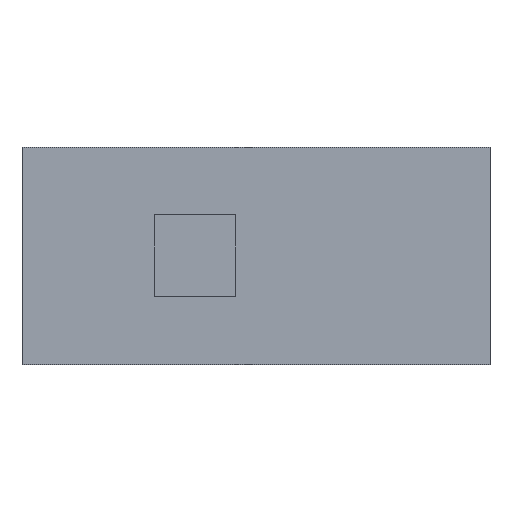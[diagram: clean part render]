
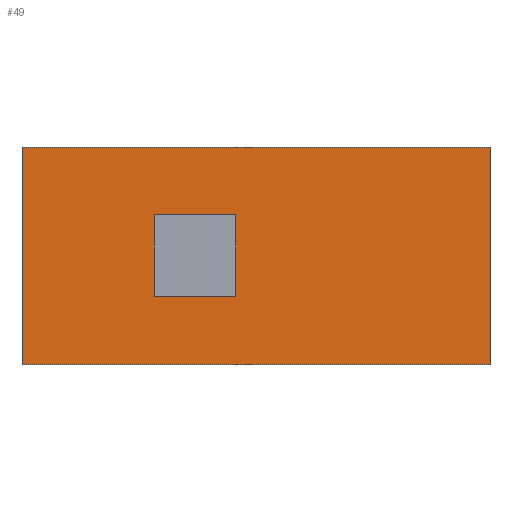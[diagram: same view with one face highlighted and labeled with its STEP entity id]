
A CAD part, top view. The second image highlights one B-rep face of the part: STEP entity #49.
In plain terms, the highlighted planar face has unit normal (0, 0, 1).
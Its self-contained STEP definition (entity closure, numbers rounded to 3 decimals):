
#34=FACE_BOUND('',#93,.T.);
#35=FACE_BOUND('',#94,.T.);
#49=ADVANCED_FACE('',(#34,#35),#64,.T.);
#64=PLANE('',#314);
#93=EDGE_LOOP('',(#156,#157,#158,#159));
#94=EDGE_LOOP('',(#160,#161,#162,#163));
#156=ORIENTED_EDGE('',*,*,#227,.T.);
#157=ORIENTED_EDGE('',*,*,#224,.T.);
#158=ORIENTED_EDGE('',*,*,#222,.T.);
#159=ORIENTED_EDGE('',*,*,#219,.T.);
#160=ORIENTED_EDGE('',*,*,#205,.T.);
#161=ORIENTED_EDGE('',*,*,#209,.T.);
#162=ORIENTED_EDGE('',*,*,#212,.T.);
#163=ORIENTED_EDGE('',*,*,#215,.T.);
#178=VERTEX_POINT('',#413);
#179=VERTEX_POINT('',#414);
#182=VERTEX_POINT('',#422);
#184=VERTEX_POINT('',#428);
#188=VERTEX_POINT('',#441);
#189=VERTEX_POINT('',#443);
#190=VERTEX_POINT('',#448);
#191=VERTEX_POINT('',#452);
#205=EDGE_CURVE('',#178,#179,#241,.T.);
#209=EDGE_CURVE('',#179,#182,#245,.T.);
#212=EDGE_CURVE('',#182,#184,#248,.T.);
#215=EDGE_CURVE('',#184,#178,#251,.T.);
#219=EDGE_CURVE('',#189,#188,#255,.T.);
#222=EDGE_CURVE('',#190,#189,#258,.T.);
#224=EDGE_CURVE('',#191,#190,#260,.T.);
#227=EDGE_CURVE('',#188,#191,#263,.T.);
#241=LINE('',#412,#277);
#245=LINE('',#421,#281);
#248=LINE('',#427,#284);
#251=LINE('',#433,#287);
#255=LINE('',#442,#291);
#258=LINE('',#447,#294);
#260=LINE('',#451,#296);
#263=LINE('',#456,#299);
#277=VECTOR('',#339,1.);
#281=VECTOR('',#345,1.);
#284=VECTOR('',#350,1.);
#287=VECTOR('',#355,1.);
#291=VECTOR('',#363,1.);
#294=VECTOR('',#368,1.);
#296=VECTOR('',#372,1.);
#299=VECTOR('',#377,1.);
#314=AXIS2_PLACEMENT_3D('',#458,#380,#381);
#339=DIRECTION('',(-1.,0.,0.));
#345=DIRECTION('',(0.,1.,0.));
#350=DIRECTION('',(1.,0.,0.));
#355=DIRECTION('',(0.,-1.,0.));
#363=DIRECTION('',(-1.,0.,0.));
#368=DIRECTION('',(0.,1.,0.));
#372=DIRECTION('',(1.,0.,0.));
#377=DIRECTION('',(0.,-1.,0.));
#380=DIRECTION('',(0.,0.,1.));
#381=DIRECTION('',(-1.,0.,0.));
#412=CARTESIAN_POINT('',(3.373,1.25,3.5));
#413=CARTESIAN_POINT('',(3.935,1.25,3.5));
#414=CARTESIAN_POINT('',(2.435,1.25,3.5));
#421=CARTESIAN_POINT('',(2.435,2.375,3.5));
#422=CARTESIAN_POINT('',(2.435,2.75,3.5));
#427=CARTESIAN_POINT('',(4.123,2.75,3.5));
#428=CARTESIAN_POINT('',(3.935,2.75,3.5));
#433=CARTESIAN_POINT('',(3.935,1.625,3.5));
#441=CARTESIAN_POINT('',(0.,4.,3.5));
#442=CARTESIAN_POINT('',(8.62,4.,3.5));
#443=CARTESIAN_POINT('',(8.62,4.,3.5));
#447=CARTESIAN_POINT('',(8.62,0.,3.5));
#448=CARTESIAN_POINT('',(8.62,0.,3.5));
#451=CARTESIAN_POINT('',(0.,0.,3.5));
#452=CARTESIAN_POINT('',(0.,0.,3.5));
#456=CARTESIAN_POINT('',(0.,4.,3.5));
#458=CARTESIAN_POINT('',(4.31,2.,3.5));
